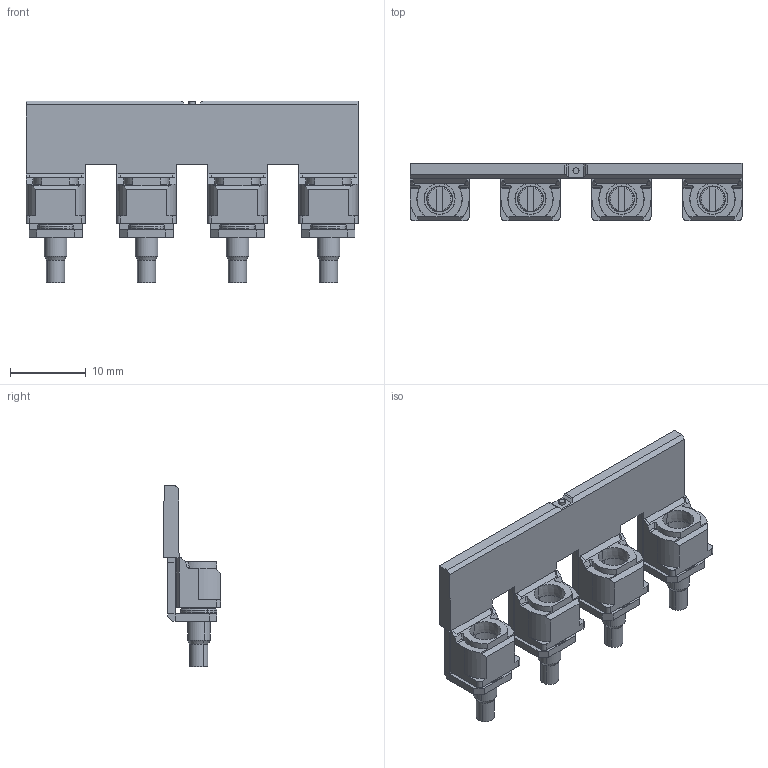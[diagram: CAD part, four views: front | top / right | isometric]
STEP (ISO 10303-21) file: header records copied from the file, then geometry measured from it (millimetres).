
FILE_DESCRIPTION(('CATIA V5 STEP Exchange','CAx-IF Rec.Pracs.--- Model Styling and Organization---1.4--- 2014-01-23'),'2;1');
FILE_NAME ('017765-3_0', '2021-05-28T07:45:59+00:00', ('none'), ('Weidmueller'), 'CATIA Version 5-6 Release 2016 SP3 HF44', 'CATIA V5 STEP AP214', 'none');
FILE_SCHEMA(('AUTOMOTIVE_DESIGN { 1 0 10303 214 1 1 1 1 }'));
Length unit declared in the file: millimetre
Products named in the file (1): WQV 16N/4_AllCATPart
Bounding box: 43.8 x 7.52 x 24 mm (x, y, z)
Volume: 1825.3 mm3; surface area: 3751.2 mm2
Topology: 9 solids, 9 shells, 424 faces, 1043 edges, 650 vertices
Faces by surface type: plane 256, cylinder 80, cone 40, torus 40, bspline 8
Entity records: 11937 total; most frequent: CARTESIAN_POINT 2976, ORIENTED_EDGE 2086, DIRECTION 1367, EDGE_CURVE 1043, VERTEX_POINT 650, VECTOR 637, LINE 637, AXIS2_PLACEMENT_3D 501
